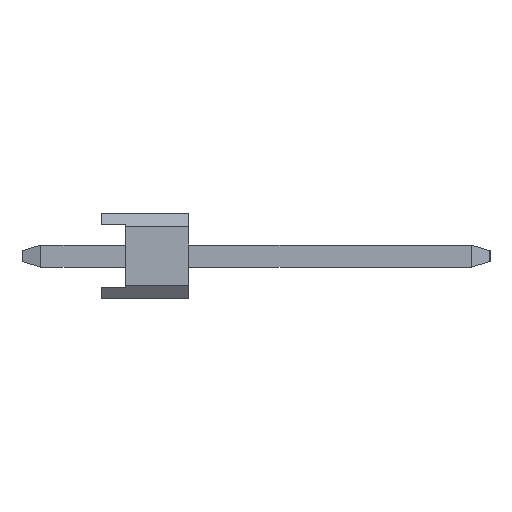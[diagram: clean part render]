
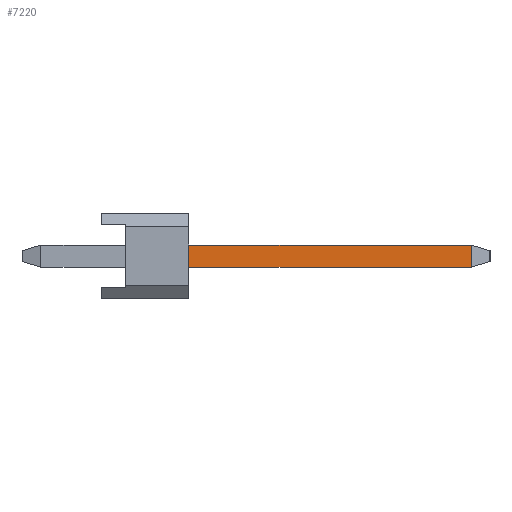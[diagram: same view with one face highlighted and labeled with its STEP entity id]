
A CAD part, left-side view. The second image highlights one B-rep face of the part: STEP entity #7220.
In plain terms, the highlighted planar face has unit normal (-1, 0, 0).
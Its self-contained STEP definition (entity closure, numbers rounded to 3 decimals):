
#3034=EDGE_CURVE('',#5068,#7170,#8893,.T.);
#3194=EDGE_CURVE('',#7070,#5068,#9063,.T.);
#5068=VERTEX_POINT('',#11121);
#6722=EDGE_CURVE('',#6752,#7070,#12944,.T.);
#6752=VERTEX_POINT('',#12976);
#7070=VERTEX_POINT('',#13327);
#7170=VERTEX_POINT('',#13438);
#7220=ADVANCED_FACE('',(#13490),#13491,.T.);
#7352=EDGE_CURVE('',#7170,#6752,#13632,.T.);
#8893=LINE('',#15377,#15378);
#9063=LINE('',#15633,#15634);
#11121=CARTESIAN_POINT('',(-23.18,-2.54,0.32));
#12944=LINE('',#21288,#21289);
#12976=CARTESIAN_POINT('',(-23.18,-10.744,-0.32));
#13327=CARTESIAN_POINT('',(-23.18,-2.54,-0.32));
#13438=CARTESIAN_POINT('',(-23.18,-10.744,0.32));
#13490=FACE_OUTER_BOUND('',#22093,.T.);
#13491=PLANE('',#22094);
#13632=LINE('',#22300,#22301);
#15377=CARTESIAN_POINT('',(-23.18,-4.49,0.32));
#15378=VECTOR('',#24650,1.0);
#15633=CARTESIAN_POINT('',(-23.18,-2.54,0.252));
#15634=VECTOR('',#24777,1.0);
#21288=CARTESIAN_POINT('',(-23.18,1.764,-0.32));
#21289=VECTOR('',#28650,1.0);
#22093=EDGE_LOOP('',(#29185,#29186,#29187,#29188));
#22094=AXIS2_PLACEMENT_3D('',#29189,#29190,#29191);
#22300=CARTESIAN_POINT('',(-23.18,-10.744,0.5));
#22301=VECTOR('',#29296,1.0);
#24650=DIRECTION('',(0.,-1.0,0.));
#24777=DIRECTION('',(0.,0.,1.0));
#28650=DIRECTION('',(0.,1.0,0.));
#29185=ORIENTED_EDGE('',*,*,#3194,.F.);
#29186=ORIENTED_EDGE('',*,*,#6722,.F.);
#29187=ORIENTED_EDGE('',*,*,#7352,.F.);
#29188=ORIENTED_EDGE('',*,*,#3034,.F.);
#29189=CARTESIAN_POINT('',(-23.18,1.764,0.5));
#29190=DIRECTION('',(-1.0,0.,0.));
#29191=DIRECTION('',(0.,1.0,0.));
#29296=DIRECTION('',(0.0,0.,-1.0));
